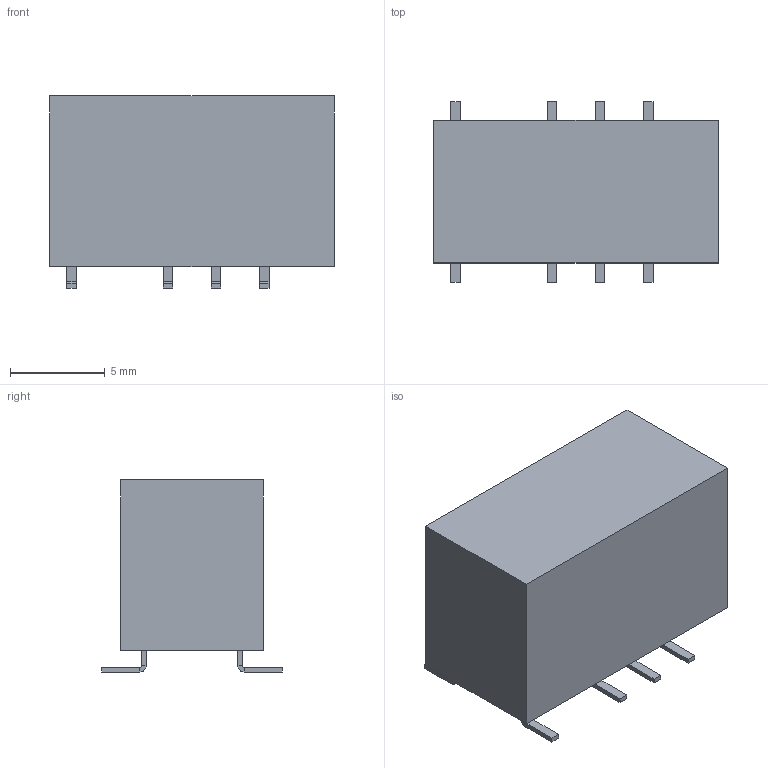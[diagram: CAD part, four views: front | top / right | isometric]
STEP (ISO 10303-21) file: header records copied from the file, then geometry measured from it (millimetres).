
FILE_DESCRIPTION(('FreeCAD Model'),'2;1');
FILE_NAME('rename.step','2020-06-24T07:03:57',('Author'),(''), 'Open CASCADE STEP processor 7.4','FreeCAD','Unknown');
FILE_SCHEMA(('AUTOMOTIVE_DESIGN { 1 0 10303 214 1 1 1 1 }'));
Length unit declared in the file: millimetre
Products named in the file (3): Part; Relay_Body; Relay_Pins
Assembly tree (2 placements, depth 2):
  Part
    Relay_Body
    Relay_Pins
Bounding box: 15 x 9.5 x 10.12 mm (x, y, z)
Volume: 1015.6 mm3; surface area: 669.5 mm2
Topology: 9 solids, 9 shells, 118 faces, 236 edges, 136 vertices
Faces by surface type: plane 102, cylinder 16
Entity records: 3055 total; most frequent: DIRECTION 510, CARTESIAN_POINT 493, ORIENTED_EDGE 472, EDGE_CURVE 236, LINE 204, VECTOR 204, AXIS2_PLACEMENT_3D 153, VERTEX_POINT 136
